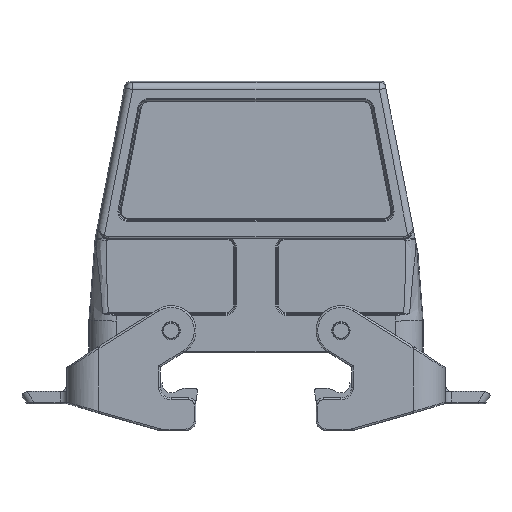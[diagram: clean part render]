
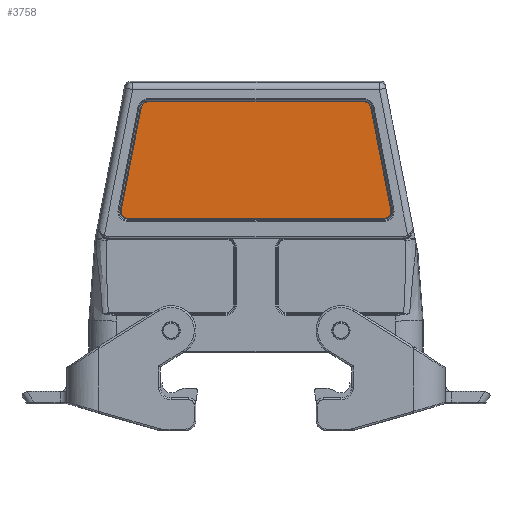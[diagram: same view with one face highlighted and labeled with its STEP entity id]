
A CAD part, front view. The second image highlights one B-rep face of the part: STEP entity #3758.
In plain terms, the highlighted planar face has unit normal (0, -1, 0).
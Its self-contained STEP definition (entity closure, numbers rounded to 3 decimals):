
#3758=ADVANCED_FACE('',(#5032),#4662,.F.);
#4662=PLANE('',#20934);
#5032=FACE_OUTER_BOUND('',#5902,.T.);
#5902=EDGE_LOOP('',(#7005,#7006,#7007,#7008,#7009,#7010,#7011,#7012));
#7005=ORIENTED_EDGE('',*,*,#12956,.T.);
#7006=ORIENTED_EDGE('',*,*,#12957,.T.);
#7007=ORIENTED_EDGE('',*,*,#12958,.T.);
#7008=ORIENTED_EDGE('',*,*,#12959,.T.);
#7009=ORIENTED_EDGE('',*,*,#12960,.T.);
#7010=ORIENTED_EDGE('',*,*,#12961,.T.);
#7011=ORIENTED_EDGE('',*,*,#12962,.T.);
#7012=ORIENTED_EDGE('',*,*,#12963,.T.);
#11539=VERTEX_POINT('',#28475);
#11540=VERTEX_POINT('',#28476);
#11541=VERTEX_POINT('',#28478);
#11542=VERTEX_POINT('',#28480);
#11543=VERTEX_POINT('',#28482);
#11544=VERTEX_POINT('',#28484);
#11545=VERTEX_POINT('',#28486);
#11546=VERTEX_POINT('',#28488);
#12956=EDGE_CURVE('',#11539,#11540,#17268,.T.);
#12957=EDGE_CURVE('',#11540,#11541,#15097,.T.);
#12958=EDGE_CURVE('',#11541,#11542,#17269,.T.);
#12959=EDGE_CURVE('',#11542,#11543,#15098,.T.);
#12960=EDGE_CURVE('',#11543,#11544,#17270,.T.);
#12961=EDGE_CURVE('',#11544,#11545,#15099,.T.);
#12962=EDGE_CURVE('',#11545,#11546,#17271,.T.);
#12963=EDGE_CURVE('',#11546,#11539,#15100,.T.);
#15097=CIRCLE('',#20930,1.835);
#15098=CIRCLE('',#20931,1.835);
#15099=CIRCLE('',#20932,1.835);
#15100=CIRCLE('',#20933,1.835);
#17268=LINE('',#28474,#18583);
#17269=LINE('',#28479,#18584);
#17270=LINE('',#28483,#18585);
#17271=LINE('',#28487,#18586);
#18583=VECTOR('',#22617,1.);
#18584=VECTOR('',#22620,1.);
#18585=VECTOR('',#22623,1.);
#18586=VECTOR('',#22626,1.);
#20930=AXIS2_PLACEMENT_3D('',#28477,#22618,#22619);
#20931=AXIS2_PLACEMENT_3D('',#28481,#22621,#22622);
#20932=AXIS2_PLACEMENT_3D('',#28485,#22624,#22625);
#20933=AXIS2_PLACEMENT_3D('',#28489,#22627,#22628);
#20934=AXIS2_PLACEMENT_3D('',#28490,#22629,#22630);
#22617=DIRECTION('',(-0.191,0.,0.982));
#22618=DIRECTION('',(0.,-1.,0.));
#22619=DIRECTION('',(0.,0.,1.));
#22620=DIRECTION('',(-1.,0.,0.));
#22621=DIRECTION('',(0.,-1.,0.));
#22622=DIRECTION('',(0.,0.,1.));
#22623=DIRECTION('',(-0.191,0.,-0.982));
#22624=DIRECTION('',(0.,-1.,0.));
#22625=DIRECTION('',(0.,0.,1.));
#22626=DIRECTION('',(1.,0.,0.));
#22627=DIRECTION('',(0.,-1.,0.));
#22628=DIRECTION('',(0.,0.,1.));
#22629=DIRECTION('',(0.,1.,0.));
#22630=DIRECTION('',(0.,0.,-1.));
#28474=CARTESIAN_POINT('',(32.095,-21.25,59.55));
#28475=CARTESIAN_POINT('',(37.703,-21.25,30.7));
#28476=CARTESIAN_POINT('',(32.095,-21.25,59.55));
#28477=CARTESIAN_POINT('',(30.294,-21.25,59.2));
#28478=CARTESIAN_POINT('',(30.294,-21.25,61.035));
#28479=CARTESIAN_POINT('',(-30.294,-21.25,61.035));
#28480=CARTESIAN_POINT('',(-30.294,-21.25,61.035));
#28481=CARTESIAN_POINT('',(-30.294,-21.25,59.2));
#28482=CARTESIAN_POINT('',(-32.095,-21.25,59.55));
#28483=CARTESIAN_POINT('',(-37.703,-21.25,30.7));
#28484=CARTESIAN_POINT('',(-37.703,-21.25,30.7));
#28485=CARTESIAN_POINT('',(-35.902,-21.25,30.35));
#28486=CARTESIAN_POINT('',(-35.902,-21.25,28.515));
#28487=CARTESIAN_POINT('',(35.902,-21.25,28.515));
#28488=CARTESIAN_POINT('',(35.902,-21.25,28.515));
#28489=CARTESIAN_POINT('',(35.902,-21.25,30.35));
#28490=CARTESIAN_POINT('',(30.294,-21.25,59.2));
